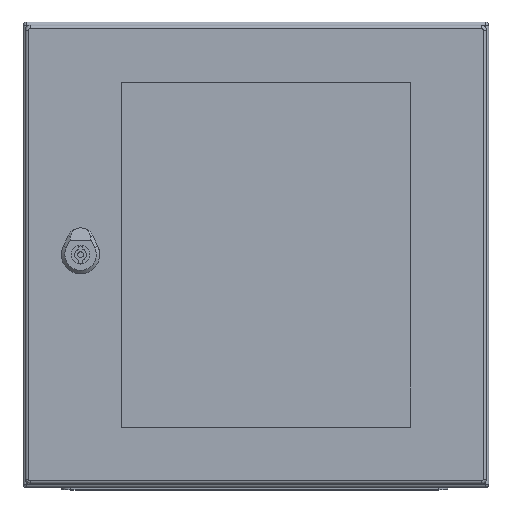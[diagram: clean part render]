
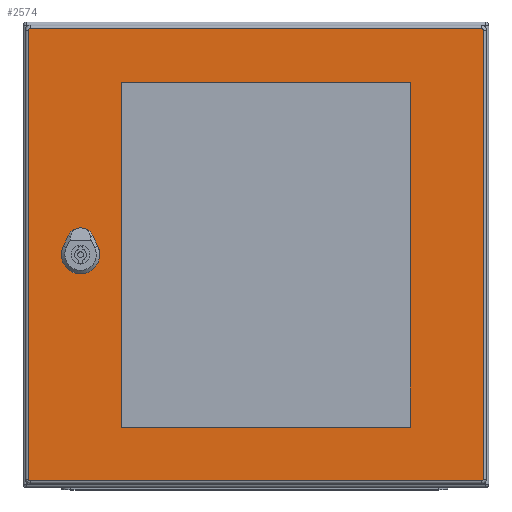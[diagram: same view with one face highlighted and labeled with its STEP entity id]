
A CAD part, top view. The second image highlights one B-rep face of the part: STEP entity #2574.
In plain terms, the highlighted face is planar.
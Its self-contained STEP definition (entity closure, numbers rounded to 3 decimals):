
#1612=FACE_BOUND('',#3758,.T.);
#1613=FACE_BOUND('',#3759,.T.);
#1614=FACE_BOUND('',#3760,.T.);
#2142=CIRCLE('',#9764,11.25);
#2143=CIRCLE('',#9765,11.25);
#2144=CIRCLE('',#9766,11.25);
#2145=CIRCLE('',#9767,11.25);
#2146=CIRCLE('',#9768,1.4);
#2147=CIRCLE('',#9769,1.4);
#2148=CIRCLE('',#9770,1.4);
#2149=CIRCLE('',#9771,1.4);
#2574=ADVANCED_FACE('',(#1612,#1613,#1614),#2817,.F.);
#2817=PLANE('',#9772);
#3758=EDGE_LOOP('',(#5648,#5649,#5650,#5651));
#3759=EDGE_LOOP('',(#5652,#5653,#5654,#5655,#5656,#5657,#5658,#5659));
#3760=EDGE_LOOP('',(#5660,#5661,#5662,#5663,#5664,#5665,#5666,#5667));
#5648=ORIENTED_EDGE('',*,*,#7657,.T.);
#5649=ORIENTED_EDGE('',*,*,#7658,.T.);
#5650=ORIENTED_EDGE('',*,*,#7659,.T.);
#5651=ORIENTED_EDGE('',*,*,#7660,.T.);
#5652=ORIENTED_EDGE('',*,*,#7661,.T.);
#5653=ORIENTED_EDGE('',*,*,#7662,.T.);
#5654=ORIENTED_EDGE('',*,*,#7663,.T.);
#5655=ORIENTED_EDGE('',*,*,#7664,.T.);
#5656=ORIENTED_EDGE('',*,*,#7665,.T.);
#5657=ORIENTED_EDGE('',*,*,#7666,.T.);
#5658=ORIENTED_EDGE('',*,*,#7667,.T.);
#5659=ORIENTED_EDGE('',*,*,#7668,.T.);
#5660=ORIENTED_EDGE('',*,*,#7669,.F.);
#5661=ORIENTED_EDGE('',*,*,#7670,.F.);
#5662=ORIENTED_EDGE('',*,*,#7671,.F.);
#5663=ORIENTED_EDGE('',*,*,#7672,.F.);
#5664=ORIENTED_EDGE('',*,*,#7673,.F.);
#5665=ORIENTED_EDGE('',*,*,#7674,.F.);
#5666=ORIENTED_EDGE('',*,*,#7675,.F.);
#5667=ORIENTED_EDGE('',*,*,#7676,.F.);
#6633=VERTEX_POINT('',#14722);
#6634=VERTEX_POINT('',#14723);
#6635=VERTEX_POINT('',#14725);
#6636=VERTEX_POINT('',#14727);
#6637=VERTEX_POINT('',#14730);
#6638=VERTEX_POINT('',#14731);
#6639=VERTEX_POINT('',#14733);
#6640=VERTEX_POINT('',#14735);
#6641=VERTEX_POINT('',#14737);
#6642=VERTEX_POINT('',#14739);
#6643=VERTEX_POINT('',#14741);
#6644=VERTEX_POINT('',#14743);
#6645=VERTEX_POINT('',#14746);
#6646=VERTEX_POINT('',#14747);
#6647=VERTEX_POINT('',#14749);
#6648=VERTEX_POINT('',#14751);
#6649=VERTEX_POINT('',#14753);
#6650=VERTEX_POINT('',#14755);
#6651=VERTEX_POINT('',#14757);
#6652=VERTEX_POINT('',#14759);
#7657=EDGE_CURVE('',#6633,#6634,#8326,.T.);
#7658=EDGE_CURVE('',#6634,#6635,#8327,.T.);
#7659=EDGE_CURVE('',#6635,#6636,#8328,.T.);
#7660=EDGE_CURVE('',#6636,#6633,#8329,.T.);
#7661=EDGE_CURVE('',#6637,#6638,#8330,.T.);
#7662=EDGE_CURVE('',#6638,#6639,#2142,.T.);
#7663=EDGE_CURVE('',#6639,#6640,#8331,.T.);
#7664=EDGE_CURVE('',#6640,#6641,#2143,.T.);
#7665=EDGE_CURVE('',#6641,#6642,#8332,.T.);
#7666=EDGE_CURVE('',#6642,#6643,#2144,.T.);
#7667=EDGE_CURVE('',#6643,#6644,#8333,.T.);
#7668=EDGE_CURVE('',#6644,#6637,#2145,.T.);
#7669=EDGE_CURVE('',#6645,#6646,#2146,.T.);
#7670=EDGE_CURVE('',#6647,#6645,#8334,.T.);
#7671=EDGE_CURVE('',#6648,#6647,#2147,.T.);
#7672=EDGE_CURVE('',#6649,#6648,#8335,.T.);
#7673=EDGE_CURVE('',#6650,#6649,#2148,.T.);
#7674=EDGE_CURVE('',#6651,#6650,#8336,.T.);
#7675=EDGE_CURVE('',#6652,#6651,#2149,.T.);
#7676=EDGE_CURVE('',#6646,#6652,#8337,.T.);
#8326=LINE('',#14721,#8938);
#8327=LINE('',#14724,#8939);
#8328=LINE('',#14726,#8940);
#8329=LINE('',#14728,#8941);
#8330=LINE('',#14729,#8942);
#8331=LINE('',#14734,#8943);
#8332=LINE('',#14738,#8944);
#8333=LINE('',#14742,#8945);
#8334=LINE('',#14748,#8946);
#8335=LINE('',#14752,#8947);
#8336=LINE('',#14756,#8948);
#8337=LINE('',#14760,#8949);
#8938=VECTOR('',#11919,1.);
#8939=VECTOR('',#11920,1.);
#8940=VECTOR('',#11921,1.);
#8941=VECTOR('',#11922,1.);
#8942=VECTOR('',#11923,1.);
#8943=VECTOR('',#11926,1.);
#8944=VECTOR('',#11929,1.);
#8945=VECTOR('',#11932,1.);
#8946=VECTOR('',#11937,1.);
#8947=VECTOR('',#11940,1.);
#8948=VECTOR('',#11943,1.);
#8949=VECTOR('',#11946,1.);
#9764=AXIS2_PLACEMENT_3D('',#14732,#11924,#11925);
#9765=AXIS2_PLACEMENT_3D('',#14736,#11927,#11928);
#9766=AXIS2_PLACEMENT_3D('',#14740,#11930,#11931);
#9767=AXIS2_PLACEMENT_3D('',#14744,#11933,#11934);
#9768=AXIS2_PLACEMENT_3D('',#14745,#11935,#11936);
#9769=AXIS2_PLACEMENT_3D('',#14750,#11938,#11939);
#9770=AXIS2_PLACEMENT_3D('',#14754,#11941,#11942);
#9771=AXIS2_PLACEMENT_3D('',#14758,#11944,#11945);
#9772=AXIS2_PLACEMENT_3D('',#14761,#11947,#11948);
#11919=DIRECTION('',(-1.,0.,0.));
#11920=DIRECTION('',(0.,-1.,0.));
#11921=DIRECTION('',(1.,0.,0.));
#11922=DIRECTION('',(0.,1.,0.));
#11923=DIRECTION('',(-1.,0.,0.));
#11924=DIRECTION('',(0.,0.,1.));
#11925=DIRECTION('',(1.,0.,0.));
#11926=DIRECTION('',(0.,-1.,0.));
#11927=DIRECTION('',(0.,0.,1.));
#11928=DIRECTION('',(1.,0.,0.));
#11929=DIRECTION('',(1.,0.,0.));
#11930=DIRECTION('',(0.,0.,1.));
#11931=DIRECTION('',(1.,0.,0.));
#11932=DIRECTION('',(0.,1.,0.));
#11933=DIRECTION('',(0.,0.,1.));
#11934=DIRECTION('',(1.,0.,0.));
#11935=DIRECTION('',(0.,0.,1.));
#11936=DIRECTION('',(1.,0.,0.));
#11937=DIRECTION('',(0.,-1.,0.));
#11938=DIRECTION('',(0.,0.,1.));
#11939=DIRECTION('',(1.,0.,0.));
#11940=DIRECTION('',(-1.,0.,0.));
#11941=DIRECTION('',(0.,0.,1.));
#11942=DIRECTION('',(1.,0.,0.));
#11943=DIRECTION('',(0.,1.,0.));
#11944=DIRECTION('',(0.,0.,1.));
#11945=DIRECTION('',(1.,0.,0.));
#11946=DIRECTION('',(1.,0.,0.));
#11947=DIRECTION('',(0.,0.,1.));
#11948=DIRECTION('',(1.,0.,0.));
#14721=CARTESIAN_POINT('',(-193.95,148.2,0.));
#14722=CARTESIAN_POINT('',(115.75,148.2,0.));
#14723=CARTESIAN_POINT('',(-132.75,148.2,0.));
#14724=CARTESIAN_POINT('',(-132.75,193.,0.));
#14725=CARTESIAN_POINT('',(-132.75,-148.2,0.));
#14726=CARTESIAN_POINT('',(-193.95,-148.2,0.));
#14727=CARTESIAN_POINT('',(115.75,-148.2,0.));
#14728=CARTESIAN_POINT('',(115.75,193.,0.));
#14729=CARTESIAN_POINT('',(-193.95,10.2,0.));
#14730=CARTESIAN_POINT('',(155.396,10.2,0.));
#14731=CARTESIAN_POINT('',(145.904,10.2,0.));
#14732=CARTESIAN_POINT('',(150.65,0.,0.));
#14733=CARTESIAN_POINT('',(140.45,4.746,0.));
#14734=CARTESIAN_POINT('',(140.45,193.,0.));
#14735=CARTESIAN_POINT('',(140.45,-4.746,0.));
#14736=CARTESIAN_POINT('',(150.65,0.,0.));
#14737=CARTESIAN_POINT('',(145.904,-10.2,0.));
#14738=CARTESIAN_POINT('',(-193.95,-10.2,0.));
#14739=CARTESIAN_POINT('',(155.396,-10.2,0.));
#14740=CARTESIAN_POINT('',(150.65,0.,0.));
#14741=CARTESIAN_POINT('',(160.85,-4.746,0.));
#14742=CARTESIAN_POINT('',(160.85,193.,0.));
#14743=CARTESIAN_POINT('',(160.85,4.746,0.));
#14744=CARTESIAN_POINT('',(150.65,0.,0.));
#14745=CARTESIAN_POINT('',(-193.95,-193.,0.));
#14746=CARTESIAN_POINT('',(-195.35,-193.,0.));
#14747=CARTESIAN_POINT('',(-193.95,-194.4,0.));
#14748=CARTESIAN_POINT('',(-195.35,193.,0.));
#14749=CARTESIAN_POINT('',(-195.35,193.,0.));
#14750=CARTESIAN_POINT('',(-193.95,193.,0.));
#14751=CARTESIAN_POINT('',(-193.95,194.4,0.));
#14752=CARTESIAN_POINT('',(193.95,194.4,0.));
#14753=CARTESIAN_POINT('',(193.95,194.4,0.));
#14754=CARTESIAN_POINT('',(193.95,193.,0.));
#14755=CARTESIAN_POINT('',(195.35,193.,0.));
#14756=CARTESIAN_POINT('',(195.35,-193.,0.));
#14757=CARTESIAN_POINT('',(195.35,-193.,0.));
#14758=CARTESIAN_POINT('',(193.95,-193.,0.));
#14759=CARTESIAN_POINT('',(193.95,-194.4,0.));
#14760=CARTESIAN_POINT('',(-193.95,-194.4,0.));
#14761=CARTESIAN_POINT('',(-193.95,193.,0.));
